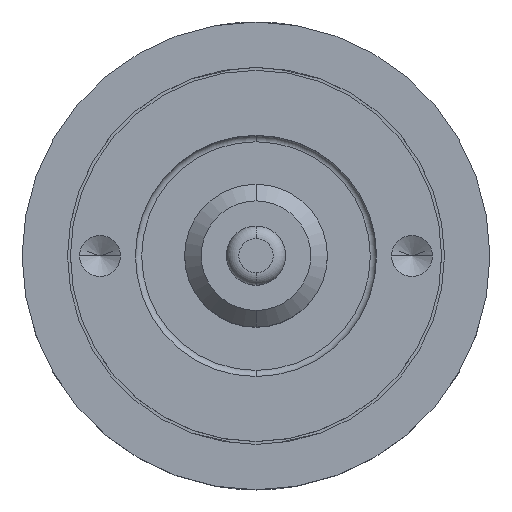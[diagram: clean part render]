
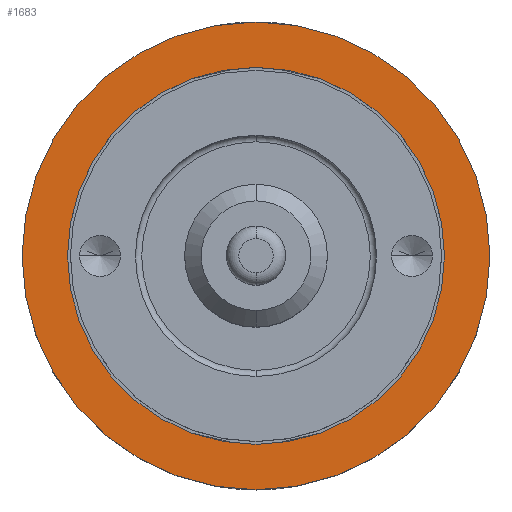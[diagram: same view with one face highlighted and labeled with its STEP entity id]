
A CAD part, top view. The second image highlights one B-rep face of the part: STEP entity #1683.
In plain terms, the highlighted planar face has unit normal (0, 0, 1).
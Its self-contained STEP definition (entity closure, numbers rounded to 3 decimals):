
#539=CARTESIAN_POINT('',(0.,0.,128.27));
#540=DIRECTION('',(0.,0.,1.));
#541=DIRECTION('',(0.,1.,0.));
#542=AXIS2_PLACEMENT_3D('',#539,#540,#541);
#544=CARTESIAN_POINT('',(0.,0.,128.27));
#545=DIRECTION('',(0.,0.,-1.));
#546=DIRECTION('',(0.,1.,0.));
#547=AXIS2_PLACEMENT_3D('',#544,#545,#546);
#569=CARTESIAN_POINT('',(0.,0.,128.27));
#570=DIRECTION('',(0.,0.,1.));
#571=DIRECTION('',(1.,0.,0.));
#572=AXIS2_PLACEMENT_3D('',#569,#570,#571);
#574=CARTESIAN_POINT('',(0.,0.,128.27));
#575=DIRECTION('',(0.,0.,1.));
#576=DIRECTION('',(-1.,0.,0.));
#577=AXIS2_PLACEMENT_3D('',#574,#575,#576);
#1023=CARTESIAN_POINT('',(0.,28.575,128.27));
#1024=CARTESIAN_POINT('',(0.,-28.575,128.27));
#1025=VERTEX_POINT('',#1023);
#1026=VERTEX_POINT('',#1024);
#1047=CARTESIAN_POINT('',(23.025,0.,128.27));
#1048=CARTESIAN_POINT('',(-23.025,0.,128.27));
#1049=VERTEX_POINT('',#1047);
#1050=VERTEX_POINT('',#1048);
#1669=CARTESIAN_POINT('',(0.,0.,128.27));
#1670=DIRECTION('',(0.,0.,1.));
#1671=DIRECTION('',(1.,0.,0.));
#1672=AXIS2_PLACEMENT_3D('',#1669,#1670,#1671);
#1673=PLANE('',#1672);
#1674=ORIENTED_EDGE('',*,*,#1613,.F.);
#1675=ORIENTED_EDGE('',*,*,#1548,.T.);
#1676=EDGE_LOOP('',(#1674,#1675));
#1677=FACE_OUTER_BOUND('',#1676,.F.);
#1678=ORIENTED_EDGE('',*,*,#1654,.T.);
#1680=ORIENTED_EDGE('',*,*,#1679,.T.);
#1681=EDGE_LOOP('',(#1678,#1680));
#1682=FACE_BOUND('',#1681,.F.);
#1683=ADVANCED_FACE('',(#1677,#1682),#1673,.T.);
#543=CIRCLE('',#542,28.575);
#548=CIRCLE('',#547,28.575);
#573=CIRCLE('',#572,23.025);
#578=CIRCLE('',#577,23.025);
#1548=EDGE_CURVE('',#1025,#1026,#548,.T.);
#1613=EDGE_CURVE('',#1025,#1026,#543,.T.);
#1654=EDGE_CURVE('',#1049,#1050,#573,.T.);
#1679=EDGE_CURVE('',#1050,#1049,#578,.T.);
